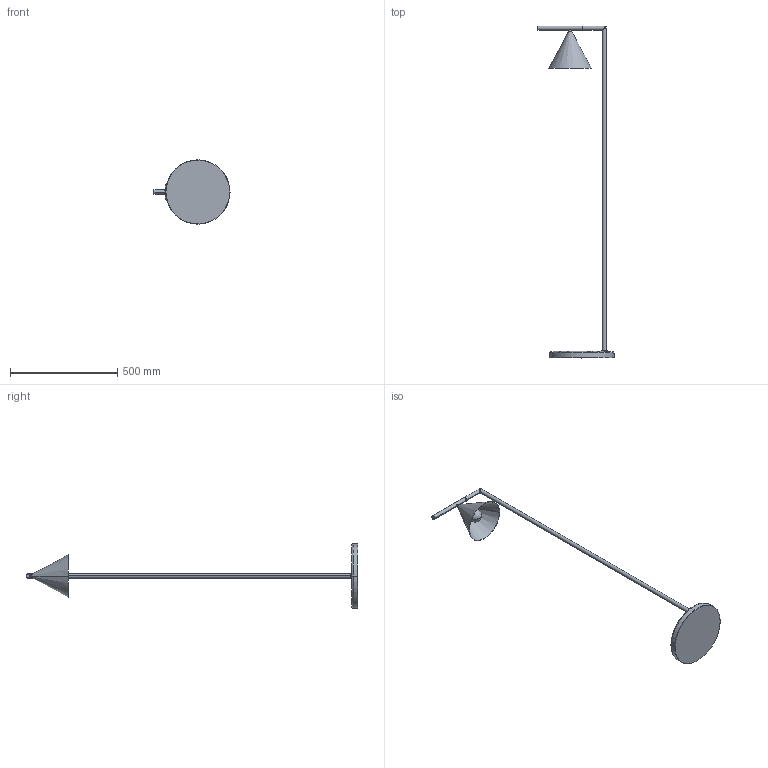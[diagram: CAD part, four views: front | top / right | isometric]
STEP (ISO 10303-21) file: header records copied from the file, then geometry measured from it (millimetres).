
FILE_DESCRIPTION((''),'2;1');
FILE_NAME('LDD-001_ASM','2023-03-30T23:57:00',('Administrator'),(''),'CREO PARAMETRIC BY PTC INC, 2020053','CREO PARAMETRIC BY PTC INC, 2020053','');
FILE_SCHEMA(('CONFIG_CONTROL_DESIGN'));
Length unit declared in the file: millimetre
Products named in the file (9): LDD-001-01; LDD-001-02; LDD-001-03; LDD-001-04; LDD-001-05; LDD-001-06; LDD-001-07; LDD-001-08; LDD-001_ASM
Assembly tree (8 placements, depth 2):
  LDD-001_ASM
    LDD-001-01
    LDD-001-02
    LDD-001-03
    LDD-001-04
    LDD-001-05
    LDD-001-06
    LDD-001-07
    LDD-001-08
Bounding box: 355 x 1550 x 300 mm (x, y, z)
Volume: 2811094.3 mm3; surface area: 441621.7 mm2
Topology: 8 solids, 8 shells, 91 faces, 177 edges, 108 vertices
Faces by surface type: cylinder 32, plane 25, torus 12, bspline 8, cone 8, sphere 6
Entity records: 3406 total; most frequent: CARTESIAN_POINT 1328, DIRECTION 465, ORIENTED_EDGE 346, AXIS2_PLACEMENT_3D 212, EDGE_CURVE 173, CIRCLE 112, VERTEX_POINT 108, EDGE_LOOP 101
